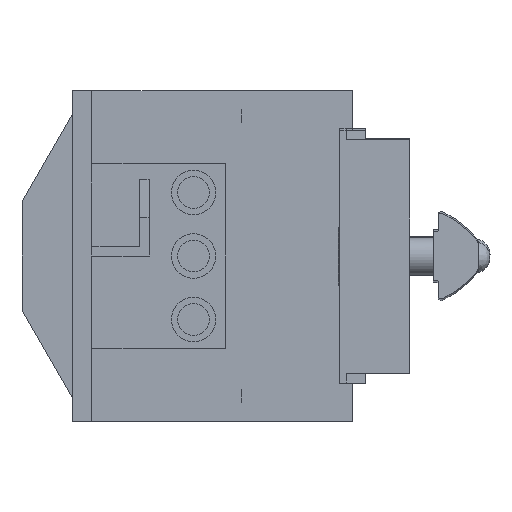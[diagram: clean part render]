
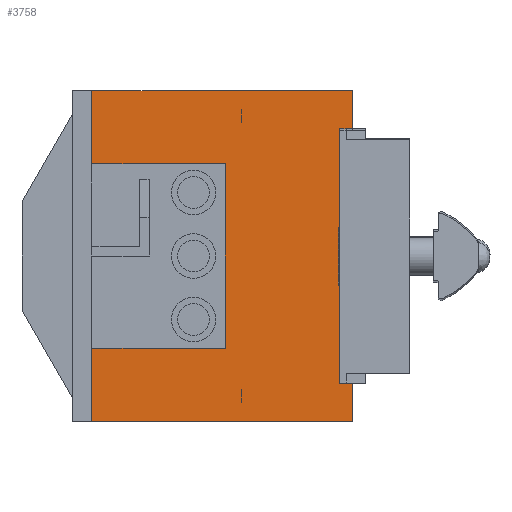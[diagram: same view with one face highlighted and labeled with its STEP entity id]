
A CAD part, left-side view. The second image highlights one B-rep face of the part: STEP entity #3758.
In plain terms, the highlighted planar face has unit normal (-1, 0, 0).
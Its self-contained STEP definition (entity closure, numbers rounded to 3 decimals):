
#14 = EDGE_CURVE ( 'NONE', #6651, #3873, #6305, .T. ) ;
#32 = ORIENTED_EDGE ( 'NONE', *, *, #2146, .F. ) ;
#40 = VECTOR ( 'NONE', #6007, 1000. ) ;
#100 = DIRECTION ( 'NONE',  ( 0., -1., 0. ) ) ;
#119 = DIRECTION ( 'NONE',  ( 0., 1., 0. ) ) ;
#285 = CARTESIAN_POINT ( 'NONE',  ( -109.5, 19., -14.5 ) ) ;
#423 = VERTEX_POINT ( 'NONE', #3772 ) ;
#564 = LINE ( 'NONE', #3225, #8226 ) ;
#612 = CARTESIAN_POINT ( 'NONE',  ( -109.5, 0., -26. ) ) ;
#859 = ORIENTED_EDGE ( 'NONE', *, *, #4938, .F. ) ;
#877 = DIRECTION ( 'NONE',  ( 0., 0., -1. ) ) ;
#913 = CARTESIAN_POINT ( 'NONE',  ( -109.5, -2.306, -14.5 ) ) ;
#948 = DIRECTION ( 'NONE',  ( 0., 0., 1. ) ) ;
#953 = DIRECTION ( 'NONE',  ( 0., 1., 0. ) ) ;
#976 = PLANE ( 'NONE',  #5320 ) ;
#1026 = VECTOR ( 'NONE', #948, 1000. ) ;
#1113 = LINE ( 'NONE', #7760, #8048 ) ;
#1134 = LINE ( 'NONE', #3989, #3836 ) ;
#1145 = ORIENTED_EDGE ( 'NONE', *, *, #4455, .F. ) ;
#1510 = DIRECTION ( 'NONE',  ( 0., -1., 0. ) ) ;
#1521 = CARTESIAN_POINT ( 'NONE',  ( -109.5, -22., 20. ) ) ;
#1616 = LINE ( 'NONE', #2076, #6766 ) ;
#1800 = CARTESIAN_POINT ( 'NONE',  ( -109.5, -22., -20. ) ) ;
#1826 = EDGE_CURVE ( 'NONE', #423, #6169, #1134, .T. ) ;
#1853 = CARTESIAN_POINT ( 'NONE',  ( -109.5, -20., 20. ) ) ;
#2043 = VECTOR ( 'NONE', #5433, 1000. ) ;
#2076 = CARTESIAN_POINT ( 'NONE',  ( -109.5, -2.306, 26. ) ) ;
#2146 = EDGE_CURVE ( 'NONE', #5418, #6651, #3098, .T. ) ;
#2189 = ORIENTED_EDGE ( 'NONE', *, *, #5968, .T. ) ;
#2279 = ORIENTED_EDGE ( 'NONE', *, *, #4880, .F. ) ;
#2387 = EDGE_CURVE ( 'NONE', #5285, #423, #6888, .T. ) ;
#2422 = LINE ( 'NONE', #4191, #5669 ) ;
#2817 = EDGE_CURVE ( 'NONE', #8672, #7469, #7719, .T. ) ;
#2983 = FACE_OUTER_BOUND ( 'NONE', #7121, .T. ) ;
#3098 = LINE ( 'NONE', #4548, #7101 ) ;
#3155 = CARTESIAN_POINT ( 'NONE',  ( -109.5, 19., 14.5 ) ) ;
#3225 = CARTESIAN_POINT ( 'NONE',  ( -109.5, 19., 0. ) ) ;
#3262 = CARTESIAN_POINT ( 'NONE',  ( -109.5, -2.306, -20. ) ) ;
#3266 = ORIENTED_EDGE ( 'NONE', *, *, #1826, .F. ) ;
#3287 = DIRECTION ( 'NONE',  ( 0., 0., -1. ) ) ;
#3321 = DIRECTION ( 'NONE',  ( 0., 1., 0. ) ) ;
#3758 = ADVANCED_FACE ( 'NONE', ( #2983 ), #976, .F. ) ;
#3772 = CARTESIAN_POINT ( 'NONE',  ( -109.5, -2., 14.5 ) ) ;
#3836 = VECTOR ( 'NONE', #119, 1000. ) ;
#3873 = VERTEX_POINT ( 'NONE', #4319 ) ;
#3893 = VERTEX_POINT ( 'NONE', #285 ) ;
#3989 = CARTESIAN_POINT ( 'NONE',  ( -109.5, -2.306, 14.5 ) ) ;
#4191 = CARTESIAN_POINT ( 'NONE',  ( -109.5, 19., 0. ) ) ;
#4319 = CARTESIAN_POINT ( 'NONE',  ( -109.5, 19., -26. ) ) ;
#4342 = CARTESIAN_POINT ( 'NONE',  ( -109.5, -2., -14.5 ) ) ;
#4455 = EDGE_CURVE ( 'NONE', #6634, #8672, #1113, .T. ) ;
#4512 = ORIENTED_EDGE ( 'NONE', *, *, #14, .F. ) ;
#4548 = CARTESIAN_POINT ( 'NONE',  ( -109.5, -22., 0. ) ) ;
#4880 = EDGE_CURVE ( 'NONE', #7469, #6737, #7926, .T. ) ;
#4938 = EDGE_CURVE ( 'NONE', #6737, #5418, #7498, .T. ) ;
#4954 = VECTOR ( 'NONE', #7986, 1000. ) ;
#5066 = EDGE_CURVE ( 'NONE', #7558, #6634, #1616, .T. ) ;
#5168 = VECTOR ( 'NONE', #3321, 1000. ) ;
#5229 = EDGE_CURVE ( 'NONE', #3893, #5285, #7396, .T. ) ;
#5285 = VERTEX_POINT ( 'NONE', #4342 ) ;
#5320 = AXIS2_PLACEMENT_3D ( 'NONE', #8319, #7569, #953 ) ;
#5372 = VECTOR ( 'NONE', #1510, 1000. ) ;
#5418 = VERTEX_POINT ( 'NONE', #1800 ) ;
#5433 = DIRECTION ( 'NONE',  ( 0., -1., 0. ) ) ;
#5669 = VECTOR ( 'NONE', #877, 1000. ) ;
#5833 = DIRECTION ( 'NONE',  ( 0., 0., 1. ) ) ;
#5852 = CARTESIAN_POINT ( 'NONE',  ( -109.5, -22., 26. ) ) ;
#5968 = EDGE_CURVE ( 'NONE', #3893, #3873, #2422, .T. ) ;
#5986 = CARTESIAN_POINT ( 'NONE',  ( -109.5, -2.306, 20. ) ) ;
#6007 = DIRECTION ( 'NONE',  ( 0., 1., 0. ) ) ;
#6025 = CARTESIAN_POINT ( 'NONE',  ( -109.5, -20., -20. ) ) ;
#6169 = VERTEX_POINT ( 'NONE', #3155 ) ;
#6198 = EDGE_CURVE ( 'NONE', #6169, #7558, #564, .T. ) ;
#6305 = LINE ( 'NONE', #612, #40 ) ;
#6367 = ORIENTED_EDGE ( 'NONE', *, *, #5066, .F. ) ;
#6428 = ORIENTED_EDGE ( 'NONE', *, *, #2387, .F. ) ;
#6634 = VERTEX_POINT ( 'NONE', #5852 ) ;
#6651 = VERTEX_POINT ( 'NONE', #7868 ) ;
#6717 = ORIENTED_EDGE ( 'NONE', *, *, #5229, .F. ) ;
#6737 = VERTEX_POINT ( 'NONE', #6025 ) ;
#6766 = VECTOR ( 'NONE', #100, 1000. ) ;
#6888 = LINE ( 'NONE', #8106, #1026 ) ;
#7101 = VECTOR ( 'NONE', #7265, 1000. ) ;
#7121 = EDGE_LOOP ( 'NONE', ( #6428, #6717, #2189, #4512, #32, #859, #2279, #8389, #1145, #6367, #7938, #3266 ) ) ;
#7265 = DIRECTION ( 'NONE',  ( 0., 0., -1. ) ) ;
#7337 = CARTESIAN_POINT ( 'NONE',  ( -109.5, 19., 26. ) ) ;
#7396 = LINE ( 'NONE', #913, #5372 ) ;
#7469 = VERTEX_POINT ( 'NONE', #1853 ) ;
#7498 = LINE ( 'NONE', #3262, #2043 ) ;
#7558 = VERTEX_POINT ( 'NONE', #7337 ) ;
#7569 = DIRECTION ( 'NONE',  ( 1., 0., 0. ) ) ;
#7719 = LINE ( 'NONE', #5986, #5168 ) ;
#7760 = CARTESIAN_POINT ( 'NONE',  ( -109.5, -22., 0. ) ) ;
#7868 = CARTESIAN_POINT ( 'NONE',  ( -109.5, -22., -26. ) ) ;
#7920 = CARTESIAN_POINT ( 'NONE',  ( -109.5, -20., 0. ) ) ;
#7926 = LINE ( 'NONE', #7920, #4954 ) ;
#7938 = ORIENTED_EDGE ( 'NONE', *, *, #6198, .F. ) ;
#7986 = DIRECTION ( 'NONE',  ( 0., 0., -1. ) ) ;
#8048 = VECTOR ( 'NONE', #3287, 1000. ) ;
#8106 = CARTESIAN_POINT ( 'NONE',  ( -109.5, -2., 0. ) ) ;
#8226 = VECTOR ( 'NONE', #5833, 1000. ) ;
#8319 = CARTESIAN_POINT ( 'NONE',  ( -109.5, -2.306, 0. ) ) ;
#8389 = ORIENTED_EDGE ( 'NONE', *, *, #2817, .F. ) ;
#8672 = VERTEX_POINT ( 'NONE', #1521 ) ;
